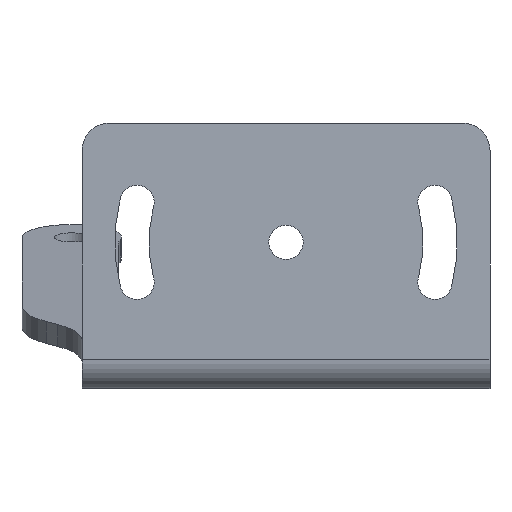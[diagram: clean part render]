
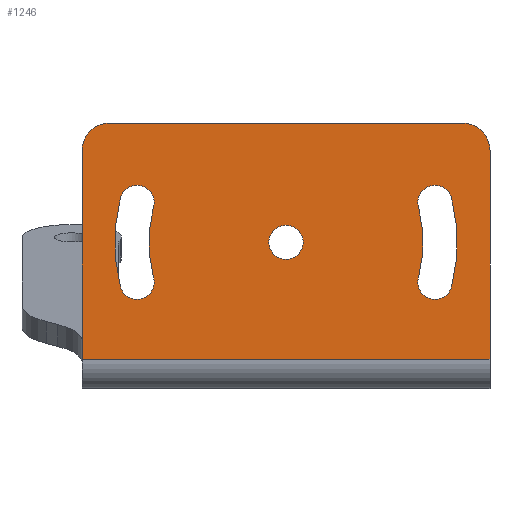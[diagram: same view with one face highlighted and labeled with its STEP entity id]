
A CAD part, front view. The second image highlights one B-rep face of the part: STEP entity #1246.
In plain terms, the highlighted planar face has unit normal (0, -1, 0).
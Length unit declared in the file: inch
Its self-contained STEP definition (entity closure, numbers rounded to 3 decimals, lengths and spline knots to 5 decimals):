
#98=DIRECTION('',(-1.,0.,0.));
#99=VECTOR('',#98,1.87402);
#100=CARTESIAN_POINT('',(0.93701,-0.10433,
-0.45381));
#101=LINE('',#100,#99);
#413=CARTESIAN_POINT('',(-0.81102,-0.10433,
0.50484));
#414=DIRECTION('',(0.,-1.,0.));
#415=DIRECTION('',(0.,0.,1.));
#416=AXIS2_PLACEMENT_3D('',#413,#414,#415);
#418=DIRECTION('',(1.,0.,0.));
#419=VECTOR('',#418,1.62205);
#420=CARTESIAN_POINT('',(-0.81102,-0.10433,
0.63083));
#421=LINE('',#420,#419);
#422=CARTESIAN_POINT('',(0.81102,-0.10433,
0.50484));
#423=DIRECTION('',(0.,-1.,0.));
#424=DIRECTION('',(1.,0.,0.));
#425=AXIS2_PLACEMENT_3D('',#422,#423,#424);
#427=DIRECTION('',(0.,0.,-1.));
#428=VECTOR('',#427,0.95866);
#429=CARTESIAN_POINT('',(0.93701,-0.10433,
0.50484));
#430=LINE('',#429,#428);
#431=DIRECTION('',(0.,0.,1.));
#432=VECTOR('',#431,0.95866);
#433=CARTESIAN_POINT('',(-0.93701,-0.10433,
-0.45381));
#434=LINE('',#433,#432);
#435=CARTESIAN_POINT('',(0.,-0.10433,0.08358));
#436=DIRECTION('',(0.,-1.,0.));
#437=DIRECTION('',(0.966,0.,-0.259));
#438=AXIS2_PLACEMENT_3D('',#435,#436,#437);
#440=CARTESIAN_POINT('',(0.68451,-0.10433,
-0.09983));
#441=DIRECTION('',(0.,-1.,0.));
#442=DIRECTION('',(-0.966,0.,0.259));
#443=AXIS2_PLACEMENT_3D('',#440,#441,#442);
#445=CARTESIAN_POINT('',(0.,-0.10433,0.08358));
#446=DIRECTION('',(0.,-1.,0.));
#447=DIRECTION('',(0.966,0.,-0.259));
#448=AXIS2_PLACEMENT_3D('',#445,#446,#447);
#450=CARTESIAN_POINT('',(0.68451,-0.10433,
0.267));
#451=DIRECTION('',(0.,-1.,0.));
#452=DIRECTION('',(0.966,0.,0.259));
#453=AXIS2_PLACEMENT_3D('',#450,#451,#452);
#455=CARTESIAN_POINT('',(0.,-0.10433,0.08358));
#456=DIRECTION('',(0.,-1.,0.));
#457=DIRECTION('',(-0.966,0.,0.259));
#458=AXIS2_PLACEMENT_3D('',#455,#456,#457);
#460=CARTESIAN_POINT('',(-0.68451,-0.10433,
0.267));
#461=DIRECTION('',(0.,-1.,0.));
#462=DIRECTION('',(0.966,0.,-0.259));
#463=AXIS2_PLACEMENT_3D('',#460,#461,#462);
#465=CARTESIAN_POINT('',(0.,-0.10433,0.08358));
#466=DIRECTION('',(0.,-1.,0.));
#467=DIRECTION('',(-0.966,0.,0.259));
#468=AXIS2_PLACEMENT_3D('',#465,#466,#467);
#470=CARTESIAN_POINT('',(-0.68451,-0.10433,
-0.09983));
#471=DIRECTION('',(0.,-1.,0.));
#472=DIRECTION('',(-0.966,0.,-0.259));
#473=AXIS2_PLACEMENT_3D('',#470,#471,#472);
#475=CARTESIAN_POINT('',(0.,-0.10433,0.08358));
#476=DIRECTION('',(0.,-1.,0.));
#477=DIRECTION('',(-1.,0.,0.));
#478=AXIS2_PLACEMENT_3D('',#475,#476,#477);
#480=CARTESIAN_POINT('',(0.,-0.10433,0.08358));
#481=DIRECTION('',(0.,-1.,0.));
#482=DIRECTION('',(1.,0.,0.));
#483=AXIS2_PLACEMENT_3D('',#480,#481,#482);
#589=CARTESIAN_POINT('',(-0.81102,-0.10433,
0.63083));
#590=VERTEX_POINT('',#589);
#591=CARTESIAN_POINT('',(-0.93701,-0.10433,
0.50484));
#592=VERTEX_POINT('',#591);
#597=CARTESIAN_POINT('',(0.93701,-0.10433,
0.50484));
#598=VERTEX_POINT('',#597);
#599=CARTESIAN_POINT('',(0.81102,-0.10433,
0.63083));
#600=VERTEX_POINT('',#599);
#601=CARTESIAN_POINT('',(-0.93701,-0.10433,
-0.45381));
#602=VERTEX_POINT('',#601);
#603=CARTESIAN_POINT('',(0.93701,-0.10433,
-0.45381));
#604=VERTEX_POINT('',#603);
#661=CARTESIAN_POINT('',(-0.07874,-0.10433,
0.08358));
#662=CARTESIAN_POINT('',(0.07874,-0.10433,
0.08358));
#663=VERTEX_POINT('',#661);
#664=VERTEX_POINT('',#662);
#665=CARTESIAN_POINT('',(-0.60846,-0.10433,
0.24662));
#666=CARTESIAN_POINT('',(-0.60846,-0.10433,
-0.07945));
#667=VERTEX_POINT('',#665);
#668=VERTEX_POINT('',#666);
#669=CARTESIAN_POINT('',(-0.76057,-0.10433,
-0.12021));
#670=VERTEX_POINT('',#669);
#671=CARTESIAN_POINT('',(-0.76057,-0.10433,
0.28738));
#672=VERTEX_POINT('',#671);
#673=CARTESIAN_POINT('',(0.60846,-0.10433,
-0.07945));
#674=CARTESIAN_POINT('',(0.60846,-0.10433,
0.24662));
#675=VERTEX_POINT('',#673);
#676=VERTEX_POINT('',#674);
#677=CARTESIAN_POINT('',(0.76057,-0.10433,
0.28738));
#678=VERTEX_POINT('',#677);
#679=CARTESIAN_POINT('',(0.76057,-0.10433,
-0.12021));
#680=VERTEX_POINT('',#679);
#1207=CARTESIAN_POINT('',(0.,-0.10433,0.));
#1208=DIRECTION('',(0.,1.,0.));
#1209=DIRECTION('',(1.,0.,0.));
#1210=AXIS2_PLACEMENT_3D('',#1207,#1208,#1209);
#1211=PLANE('',#1210);
#1212=ORIENTED_EDGE('',*,*,#771,.F.);
#1213=ORIENTED_EDGE('',*,*,#787,.T.);
#1214=ORIENTED_EDGE('',*,*,#800,.F.);
#1215=ORIENTED_EDGE('',*,*,#815,.T.);
#1216=ORIENTED_EDGE('',*,*,#844,.T.);
#1217=ORIENTED_EDGE('',*,*,#1200,.T.);
#1218=EDGE_LOOP('',(#1212,#1213,#1214,#1215,#1216,#1217));
#1219=FACE_OUTER_BOUND('',#1218,.F.);
#1221=ORIENTED_EDGE('',*,*,#1220,.F.);
#1223=ORIENTED_EDGE('',*,*,#1222,.T.);
#1225=ORIENTED_EDGE('',*,*,#1224,.T.);
#1227=ORIENTED_EDGE('',*,*,#1226,.T.);
#1228=EDGE_LOOP('',(#1221,#1223,#1225,#1227));
#1229=FACE_BOUND('',#1228,.F.);
#1231=ORIENTED_EDGE('',*,*,#1230,.F.);
#1233=ORIENTED_EDGE('',*,*,#1232,.T.);
#1235=ORIENTED_EDGE('',*,*,#1234,.T.);
#1237=ORIENTED_EDGE('',*,*,#1236,.T.);
#1238=EDGE_LOOP('',(#1231,#1233,#1235,#1237));
#1239=FACE_BOUND('',#1238,.F.);
#1241=ORIENTED_EDGE('',*,*,#1240,.T.);
#1243=ORIENTED_EDGE('',*,*,#1242,.T.);
#1244=EDGE_LOOP('',(#1241,#1243));
#1245=FACE_BOUND('',#1244,.F.);
#1246=ADVANCED_FACE('',(#1219,#1229,#1239,#1245),#1211,.F.);
#417=CIRCLE('',#416,0.12598);
#426=CIRCLE('',#425,0.12598);
#439=CIRCLE('',#438,0.62992);
#444=CIRCLE('',#443,0.07874);
#449=CIRCLE('',#448,0.7874);
#454=CIRCLE('',#453,0.07874);
#459=CIRCLE('',#458,0.62992);
#464=CIRCLE('',#463,0.07874);
#469=CIRCLE('',#468,0.7874);
#474=CIRCLE('',#473,0.07874);
#479=CIRCLE('',#478,0.07874);
#484=CIRCLE('',#483,0.07874);
#771=EDGE_CURVE('',#590,#592,#417,.T.);
#787=EDGE_CURVE('',#590,#600,#421,.T.);
#800=EDGE_CURVE('',#598,#600,#426,.T.);
#815=EDGE_CURVE('',#598,#604,#430,.T.);
#844=EDGE_CURVE('',#604,#602,#101,.T.);
#1200=EDGE_CURVE('',#602,#592,#434,.T.);
#1220=EDGE_CURVE('',#675,#676,#439,.T.);
#1222=EDGE_CURVE('',#675,#680,#444,.T.);
#1224=EDGE_CURVE('',#680,#678,#449,.T.);
#1226=EDGE_CURVE('',#678,#676,#454,.T.);
#1230=EDGE_CURVE('',#667,#668,#459,.T.);
#1232=EDGE_CURVE('',#667,#672,#464,.T.);
#1234=EDGE_CURVE('',#672,#670,#469,.T.);
#1236=EDGE_CURVE('',#670,#668,#474,.T.);
#1240=EDGE_CURVE('',#663,#664,#479,.T.);
#1242=EDGE_CURVE('',#664,#663,#484,.T.);
